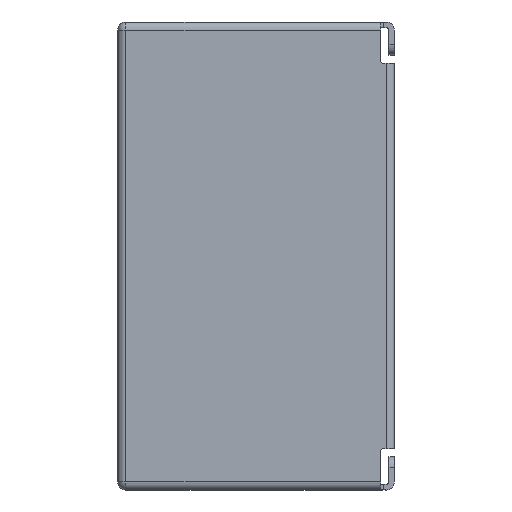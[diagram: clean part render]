
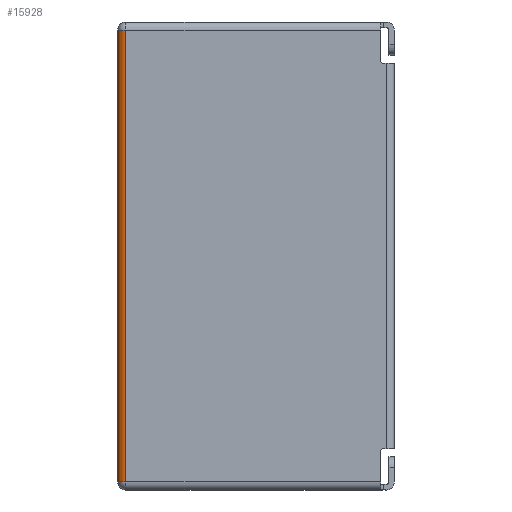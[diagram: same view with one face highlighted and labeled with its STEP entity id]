
A CAD part, front view. The second image highlights one B-rep face of the part: STEP entity #15928.
In plain terms, the highlighted cylindrical face has radius 3 mm (diameter 6 mm), a partial arc.
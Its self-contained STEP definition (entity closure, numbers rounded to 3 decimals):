
#4937 = PLANE('',#4938);
#4938 = AXIS2_PLACEMENT_3D('',#4939,#4940,#4941);
#4939 = CARTESIAN_POINT('',(0.,0.,0.));
#4940 = DIRECTION('',(0.,-1.,0.));
#4941 = DIRECTION('',(-1.,0.,0.));
#5090 = VERTEX_POINT('',#5091);
#5091 = CARTESIAN_POINT('',(-97.6,0.,3.));
#5105 = SPHERICAL_SURFACE('',#5106,3.);
#5106 = AXIS2_PLACEMENT_3D('',#5107,#5108,#5109);
#5107 = CARTESIAN_POINT('',(-97.6,3.,3.));
#5108 = DIRECTION('',(0.,1.,0.));
#5109 = DIRECTION('',(-1.,0.,0.));
#5301 = VERTEX_POINT('',#5302);
#5302 = CARTESIAN_POINT('',(-100.6,3.,3.));
#5340 = PLANE('',#5341);
#5341 = AXIS2_PLACEMENT_3D('',#5342,#5343,#5344);
#5342 = CARTESIAN_POINT('',(-100.6,0.,
    0.));
#5343 = DIRECTION('',(-1.,0.,0.));
#5344 = DIRECTION('',(0.,1.,0.));
#13398 = VERTEX_POINT('',#13399);
#13399 = CARTESIAN_POINT('',(-97.6,0.,167.));
#13425 = EDGE_CURVE('',#5090,#13398,#13426,.T.);
#13426 = SURFACE_CURVE('',#13427,(#13431,#13438),.PCURVE_S1.);
#13427 = LINE('',#13428,#13429);
#13428 = CARTESIAN_POINT('',(-97.6,0.,
    0.));
#13429 = VECTOR('',#13430,1.);
#13430 = DIRECTION('',(0.,0.,1.));
#13431 = PCURVE('',#4937,#13432);
#13432 = DEFINITIONAL_REPRESENTATION('',(#13433),#13437);
#13433 = LINE('',#13434,#13435);
#13434 = CARTESIAN_POINT('',(97.6,0.));
#13435 = VECTOR('',#13436,1.);
#13436 = DIRECTION('',(0.,-1.));
#13437 = ( GEOMETRIC_REPRESENTATION_CONTEXT(2) 
PARAMETRIC_REPRESENTATION_CONTEXT() REPRESENTATION_CONTEXT('2D SPACE',''
  ) );
#13438 = PCURVE('',#13439,#13444);
#13439 = CYLINDRICAL_SURFACE('',#13440,3.);
#13440 = AXIS2_PLACEMENT_3D('',#13441,#13442,#13443);
#13441 = CARTESIAN_POINT('',(-97.6,3.,0.));
#13442 = DIRECTION('',(0.,0.,1.));
#13443 = DIRECTION('',(0.,-1.,0.));
#13444 = DEFINITIONAL_REPRESENTATION('',(#13445),#13449);
#13445 = LINE('',#13446,#13447);
#13446 = CARTESIAN_POINT('',(-0.,0.));
#13447 = VECTOR('',#13448,1.);
#13448 = DIRECTION('',(-0.,1.));
#13449 = ( GEOMETRIC_REPRESENTATION_CONTEXT(2) 
PARAMETRIC_REPRESENTATION_CONTEXT() REPRESENTATION_CONTEXT('2D SPACE',''
  ) );
#13457 = EDGE_CURVE('',#5090,#5301,#13458,.T.);
#13458 = SURFACE_CURVE('',#13459,(#13464,#13470),.PCURVE_S1.);
#13459 = CIRCLE('',#13460,3.);
#13460 = AXIS2_PLACEMENT_3D('',#13461,#13462,#13463);
#13461 = CARTESIAN_POINT('',(-97.6,3.,3.));
#13462 = DIRECTION('',(0.,0.,-1.));
#13463 = DIRECTION('',(-1.,0.,0.));
#13464 = PCURVE('',#5105,#13465);
#13465 = DEFINITIONAL_REPRESENTATION('',(#13466),#13469);
#13466 = B_SPLINE_CURVE_WITH_KNOTS('',1,(#13467,#13468),.UNSPECIFIED.,
  .F.,.F.,(2,2),(4.712,6.283),
  .PIECEWISE_BEZIER_KNOTS.);
#13467 = CARTESIAN_POINT('',(0.,-1.571));
#13468 = CARTESIAN_POINT('',(0.,0.));
#13469 = ( GEOMETRIC_REPRESENTATION_CONTEXT(2) 
PARAMETRIC_REPRESENTATION_CONTEXT() REPRESENTATION_CONTEXT('2D SPACE',''
  ) );
#13470 = PCURVE('',#13439,#13471);
#13471 = DEFINITIONAL_REPRESENTATION('',(#13472),#13475);
#13472 = B_SPLINE_CURVE_WITH_KNOTS('',1,(#13473,#13474),.UNSPECIFIED.,
  .F.,.F.,(2,2),(4.712,6.283),
  .PIECEWISE_BEZIER_KNOTS.);
#13473 = CARTESIAN_POINT('',(0.,3.));
#13474 = CARTESIAN_POINT('',(-1.571,3.));
#13475 = ( GEOMETRIC_REPRESENTATION_CONTEXT(2) 
PARAMETRIC_REPRESENTATION_CONTEXT() REPRESENTATION_CONTEXT('2D SPACE',''
  ) );
#14054 = VERTEX_POINT('',#14055);
#14055 = CARTESIAN_POINT('',(-100.6,3.,167.));
#14105 = EDGE_CURVE('',#5301,#14054,#14106,.T.);
#14106 = SURFACE_CURVE('',#14107,(#14111,#14118),.PCURVE_S1.);
#14107 = LINE('',#14108,#14109);
#14108 = CARTESIAN_POINT('',(-100.6,3.,0.));
#14109 = VECTOR('',#14110,1.);
#14110 = DIRECTION('',(0.,0.,1.));
#14111 = PCURVE('',#5340,#14112);
#14112 = DEFINITIONAL_REPRESENTATION('',(#14113),#14117);
#14113 = LINE('',#14114,#14115);
#14114 = CARTESIAN_POINT('',(3.,0.));
#14115 = VECTOR('',#14116,1.);
#14116 = DIRECTION('',(0.,-1.));
#14117 = ( GEOMETRIC_REPRESENTATION_CONTEXT(2) 
PARAMETRIC_REPRESENTATION_CONTEXT() REPRESENTATION_CONTEXT('2D SPACE',''
  ) );
#14118 = PCURVE('',#13439,#14119);
#14119 = DEFINITIONAL_REPRESENTATION('',(#14120),#14124);
#14120 = LINE('',#14121,#14122);
#14121 = CARTESIAN_POINT('',(-1.571,0.));
#14122 = VECTOR('',#14123,1.);
#14123 = DIRECTION('',(-0.,1.));
#14124 = ( GEOMETRIC_REPRESENTATION_CONTEXT(2) 
PARAMETRIC_REPRESENTATION_CONTEXT() REPRESENTATION_CONTEXT('2D SPACE',''
  ) );
#15928 = ADVANCED_FACE('',(#15929),#13439,.T.);
#15929 = FACE_BOUND('',#15930,.F.);
#15930 = EDGE_LOOP('',(#15931,#15932,#15933,#15958));
#15931 = ORIENTED_EDGE('',*,*,#13457,.T.);
#15932 = ORIENTED_EDGE('',*,*,#14105,.T.);
#15933 = ORIENTED_EDGE('',*,*,#15934,.F.);
#15934 = EDGE_CURVE('',#13398,#14054,#15935,.T.);
#15935 = SURFACE_CURVE('',#15936,(#15941,#15947),.PCURVE_S1.);
#15936 = CIRCLE('',#15937,3.);
#15937 = AXIS2_PLACEMENT_3D('',#15938,#15939,#15940);
#15938 = CARTESIAN_POINT('',(-97.6,3.,167.));
#15939 = DIRECTION('',(0.,0.,-1.));
#15940 = DIRECTION('',(-1.,0.,0.));
#15941 = PCURVE('',#13439,#15942);
#15942 = DEFINITIONAL_REPRESENTATION('',(#15943),#15946);
#15943 = B_SPLINE_CURVE_WITH_KNOTS('',1,(#15944,#15945),.UNSPECIFIED.,
  .F.,.F.,(2,2),(4.712,6.283),
  .PIECEWISE_BEZIER_KNOTS.);
#15944 = CARTESIAN_POINT('',(0.,167.));
#15945 = CARTESIAN_POINT('',(-1.571,167.));
#15946 = ( GEOMETRIC_REPRESENTATION_CONTEXT(2) 
PARAMETRIC_REPRESENTATION_CONTEXT() REPRESENTATION_CONTEXT('2D SPACE',''
  ) );
#15947 = PCURVE('',#15948,#15953);
#15948 = SPHERICAL_SURFACE('',#15949,3.);
#15949 = AXIS2_PLACEMENT_3D('',#15950,#15951,#15952);
#15950 = CARTESIAN_POINT('',(-97.6,3.,167.));
#15951 = DIRECTION('',(0.,1.,0.));
#15952 = DIRECTION('',(0.,0.,1.));
#15953 = DEFINITIONAL_REPRESENTATION('',(#15954),#15957);
#15954 = B_SPLINE_CURVE_WITH_KNOTS('',1,(#15955,#15956),.UNSPECIFIED.,
  .F.,.F.,(2,2),(4.712,6.283),
  .PIECEWISE_BEZIER_KNOTS.);
#15955 = CARTESIAN_POINT('',(-1.571,-1.571));
#15956 = CARTESIAN_POINT('',(-1.571,0.));
#15957 = ( GEOMETRIC_REPRESENTATION_CONTEXT(2) 
PARAMETRIC_REPRESENTATION_CONTEXT() REPRESENTATION_CONTEXT('2D SPACE',''
  ) );
#15958 = ORIENTED_EDGE('',*,*,#13425,.F.);
